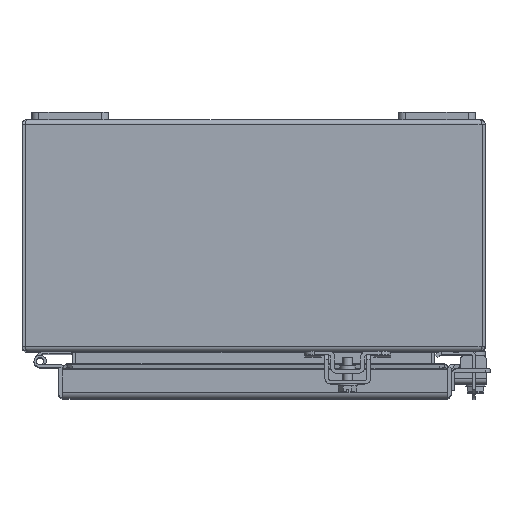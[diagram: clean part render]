
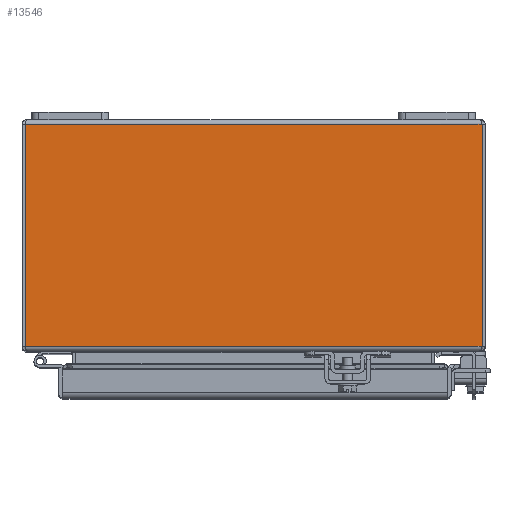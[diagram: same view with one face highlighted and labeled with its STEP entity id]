
A CAD part, top view. The second image highlights one B-rep face of the part: STEP entity #13546.
In plain terms, the highlighted planar face has unit normal (0, 0, 1).
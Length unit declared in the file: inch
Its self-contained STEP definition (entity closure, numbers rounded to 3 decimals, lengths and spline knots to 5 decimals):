
#611 = ORIENTED_EDGE ( 'NONE', *, *, #2879, .F. ) ;
#647 = VERTEX_POINT ( 'NONE', #32027 ) ;
#1833 = EDGE_CURVE ( 'NONE', #5580, #647, #8042, .T. ) ;
#2025 = CARTESIAN_POINT ( 'NONE',  ( -5.878, -0.122, 8. ) ) ;
#2340 = CARTESIAN_POINT ( 'NONE',  ( -5.91889, 0., 8. ) ) ;
#2879 = EDGE_CURVE ( 'NONE', #12888, #3243, #11783, .T. ) ;
#3243 = VERTEX_POINT ( 'NONE', #11543 ) ;
#4907 = VECTOR ( 'NONE', #15461, 39.37008 ) ;
#5450 = VECTOR ( 'NONE', #37870, 39.37008 ) ;
#5580 = VERTEX_POINT ( 'NONE', #22187 ) ;
#5608 = DIRECTION ( 'NONE',  ( 0., 1., 0. ) ) ;
#5813 = PLANE ( 'NONE',  #26390 ) ;
#8042 = LINE ( 'NONE', #2025, #5450 ) ;
#11543 = CARTESIAN_POINT ( 'NONE',  ( -5.91889, -5.878, 8. ) ) ;
#11783 = LINE ( 'NONE', #23662, #4907 ) ;
#12888 = VERTEX_POINT ( 'NONE', #15324 ) ;
#13453 = DIRECTION ( 'NONE',  ( 0., -1., 0. ) ) ;
#13546 = ADVANCED_FACE ( 'NONE', ( #32522 ), #5813, .F. ) ;
#15324 = CARTESIAN_POINT ( 'NONE',  ( 5.91889, -5.878, 8. ) ) ;
#15461 = DIRECTION ( 'NONE',  ( -1., 0., 0. ) ) ;
#17355 = CARTESIAN_POINT ( 'NONE',  ( 5.91889, 0., 8. ) ) ;
#19433 = ORIENTED_EDGE ( 'NONE', *, *, #27448, .T. ) ;
#22187 = CARTESIAN_POINT ( 'NONE',  ( -5.91889, -0.122, 8. ) ) ;
#23662 = CARTESIAN_POINT ( 'NONE',  ( 41.329, -5.878, 8. ) ) ;
#24973 = VECTOR ( 'NONE', #13453, 39.37008 ) ;
#25457 = EDGE_LOOP ( 'NONE', ( #19433, #611, #27653, #33050 ) ) ;
#26390 = AXIS2_PLACEMENT_3D ( 'NONE', #26667, #38553, #5608 ) ;
#26667 = CARTESIAN_POINT ( 'NONE',  ( 41.329, 0., 8. ) ) ;
#27448 = EDGE_CURVE ( 'NONE', #5580, #3243, #31578, .T. ) ;
#27653 = ORIENTED_EDGE ( 'NONE', *, *, #31360, .T. ) ;
#31360 = EDGE_CURVE ( 'NONE', #12888, #647, #32000, .T. ) ;
#31578 = LINE ( 'NONE', #2340, #24973 ) ;
#32000 = LINE ( 'NONE', #17355, #32501 ) ;
#32027 = CARTESIAN_POINT ( 'NONE',  ( 5.91889, -0.122, 8. ) ) ;
#32501 = VECTOR ( 'NONE', #38413, 39.37008 ) ;
#32522 = FACE_OUTER_BOUND ( 'NONE', #25457, .T. ) ;
#33050 = ORIENTED_EDGE ( 'NONE', *, *, #1833, .F. ) ;
#37870 = DIRECTION ( 'NONE',  ( 1., 0., 0. ) ) ;
#38413 = DIRECTION ( 'NONE',  ( 0., 1., 0. ) ) ;
#38553 = DIRECTION ( 'NONE',  ( 0., 0., -1. ) ) ;
